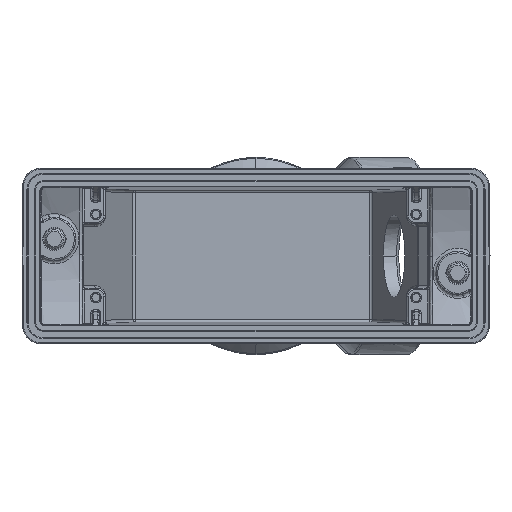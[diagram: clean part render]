
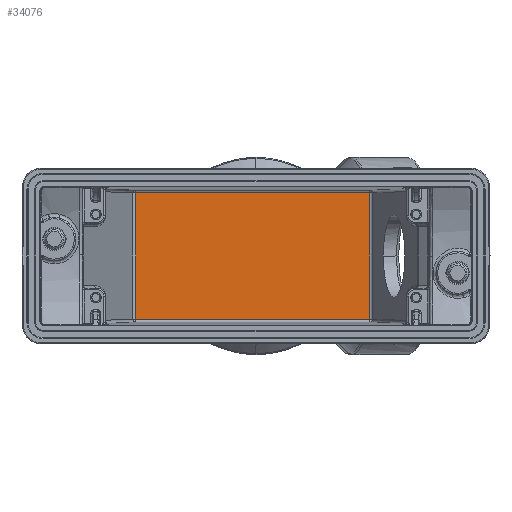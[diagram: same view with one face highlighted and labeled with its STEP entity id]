
A CAD part, front view. The second image highlights one B-rep face of the part: STEP entity #34076.
In plain terms, the highlighted planar face has unit normal (0, -1, 0).
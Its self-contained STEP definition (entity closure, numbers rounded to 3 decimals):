
#21300=DIRECTION('',(1.,0.,0.));
#21301=VECTOR('',#21300,76.066);
#21302=CARTESIAN_POINT('',(-39.068,105.,20.51));
#21303=LINE('',#21302,#21301);
#21304=DIRECTION('',(1.,0.,0.));
#21305=VECTOR('',#21304,76.066);
#21306=CARTESIAN_POINT('',(-39.068,105.,-20.51));
#21307=LINE('',#21306,#21305);
#21322=DIRECTION('',(0.,0.,1.));
#21323=VECTOR('',#21322,41.021);
#21324=CARTESIAN_POINT('',(36.998,105.,-20.51));
#21325=LINE('',#21324,#21323);
#25903=DIRECTION('',(0.,0.,-1.));
#25904=VECTOR('',#25903,41.021);
#25905=CARTESIAN_POINT('',(-39.068,105.,20.51));
#25906=LINE('',#25905,#25904);
#30361=CARTESIAN_POINT('',(36.998,105.,20.51));
#30363=VERTEX_POINT('',#30361);
#30364=CARTESIAN_POINT('',(-39.068,105.,20.51));
#30365=VERTEX_POINT('',#30364);
#30368=CARTESIAN_POINT('',(-39.068,105.,-20.51));
#30369=CARTESIAN_POINT('',(36.998,105.,-20.51));
#30370=VERTEX_POINT('',#30368);
#30371=VERTEX_POINT('',#30369);
#34062=CARTESIAN_POINT('',(-1.035,105.,0.));
#34063=DIRECTION('',(0.,1.,0.));
#34064=DIRECTION('',(-1.,0.,0.));
#34065=AXIS2_PLACEMENT_3D('',#34062,#34063,#34064);
#34066=PLANE('',#34065);
#34068=ORIENTED_EDGE('',*,*,#34067,.F.);
#34070=ORIENTED_EDGE('',*,*,#34069,.F.);
#34071=ORIENTED_EDGE('',*,*,#34052,.T.);
#34073=ORIENTED_EDGE('',*,*,#34072,.F.);
#34074=EDGE_LOOP('',(#34068,#34070,#34071,#34073));
#34075=FACE_OUTER_BOUND('',#34074,.F.);
#34076=ADVANCED_FACE('',(#34075),#34066,.F.);
#34052=EDGE_CURVE('',#30365,#30363,#21303,.T.);
#34067=EDGE_CURVE('',#30370,#30371,#21307,.T.);
#34069=EDGE_CURVE('',#30365,#30370,#25906,.T.);
#34072=EDGE_CURVE('',#30371,#30363,#21325,.T.);
